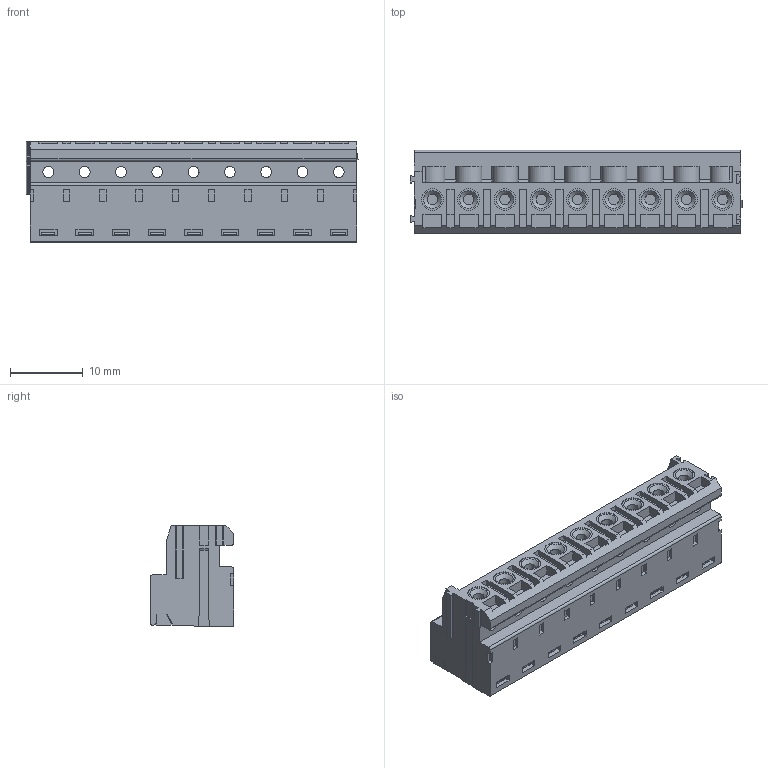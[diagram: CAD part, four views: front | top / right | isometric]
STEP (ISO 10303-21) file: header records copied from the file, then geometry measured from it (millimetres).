
FILE_DESCRIPTION(('STEP AP214'),'1');
FILE_NAME('SHCS05-10.stp','2018-11-12T17:02:49',(' '),(' '),'Spatial InterOp 3D',' ',' ');
FILE_SCHEMA(('AUTOMOTIVE_DESIGN { 1 0 10303 214 1 1 1 1 }'));
Length unit declared in the file: metre
Products named in the file (1): 1
Bounding box: 45.73 x 11.5 x 13.9 mm (x, y, z)
Volume: 4369 mm3; surface area: 5527.5 mm2
Topology: 1 solids, 1 shells, 839 faces, 2339 edges, 1543 vertices
Faces by surface type: plane 681, cylinder 131, cone 27
Full cylindrical faces by diameter (mm): 1.45 x9, 1.5 x9, 2.6 x5, 2.7 x9, 3 x9, 3.6 x12, 3.8 x9
Entity records: 32944 total; most frequent: CARTESIAN_POINT 5007, ORIENTED_EDGE 4382, DIRECTION 4112, EDGE_CURVE 2191, LINE 1892, VECTOR 1892, VERTEX_POINT 1486, AXIS2_PLACEMENT_3D 1110
